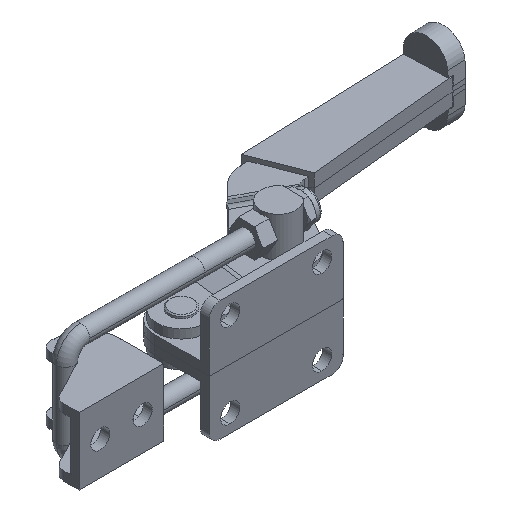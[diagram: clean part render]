
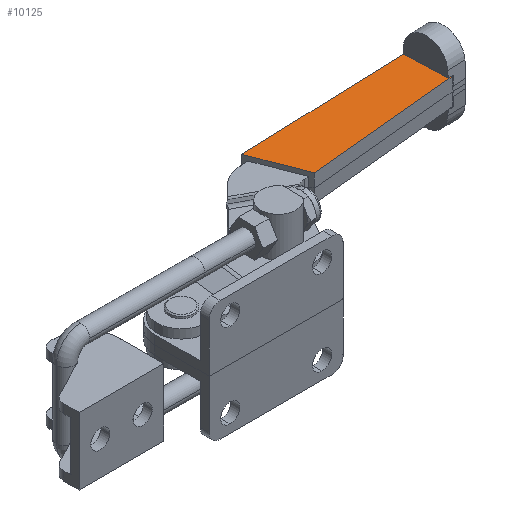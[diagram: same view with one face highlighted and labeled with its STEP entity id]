
A CAD part, isometric view. The second image highlights one B-rep face of the part: STEP entity #10125.
In plain terms, the highlighted planar face has unit normal (0, 0, 1).
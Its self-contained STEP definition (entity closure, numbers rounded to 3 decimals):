
#214 = LINE ( 'NONE', #8527, #2439 ) ;
#444 = EDGE_CURVE ( 'NONE', #4061, #5841, #8193, .T. ) ;
#451 = PLANE ( 'NONE',  #1313 ) ;
#635 = DIRECTION ( 'NONE',  ( -0.999, -0.037, 0. ) ) ;
#786 = EDGE_CURVE ( 'NONE', #5841, #965, #6158, .T. ) ;
#965 = VERTEX_POINT ( 'NONE', #3240 ) ;
#966 = CARTESIAN_POINT ( 'NONE',  ( 165.862, 56.134, 6. ) ) ;
#1019 = DIRECTION ( 'NONE',  ( 0.361, -0.933, 0. ) ) ;
#1131 = EDGE_CURVE ( 'NONE', #3202, #8547, #3469, .T. ) ;
#1313 = AXIS2_PLACEMENT_3D ( 'NONE', #4719, #10738, #5579 ) ;
#1382 = VECTOR ( 'NONE', #635, 1000. ) ;
#2094 = DIRECTION ( 'NONE',  ( -0.036, 0.999, 0. ) ) ;
#2439 = VECTOR ( 'NONE', #4226, 1000. ) ;
#3202 = VERTEX_POINT ( 'NONE', #966 ) ;
#3240 = CARTESIAN_POINT ( 'NONE',  ( 96.91, 49.566, 6. ) ) ;
#3469 = LINE ( 'NONE', #8209, #4270 ) ;
#3541 = ORIENTED_EDGE ( 'NONE', *, *, #5398, .F. ) ;
#4061 = VERTEX_POINT ( 'NONE', #10019 ) ;
#4226 = DIRECTION ( 'NONE',  ( 0.999, 0.036, 0. ) ) ;
#4270 = VECTOR ( 'NONE', #10221, 1000. ) ;
#4441 = CARTESIAN_POINT ( 'NONE',  ( 87.806, 73.075, 6. ) ) ;
#4719 = CARTESIAN_POINT ( 'NONE',  ( 165.156, 75.922, 6. ) ) ;
#4905 = ORIENTED_EDGE ( 'NONE', *, *, #444, .T. ) ;
#4969 = VECTOR ( 'NONE', #9490, 1000. ) ;
#5197 = ORIENTED_EDGE ( 'NONE', *, *, #786, .T. ) ;
#5398 = EDGE_CURVE ( 'NONE', #10944, #8547, #214, .T. ) ;
#5579 = DIRECTION ( 'NONE',  ( 0.993, -0.121, 0. ) ) ;
#5841 = VERTEX_POINT ( 'NONE', #8394 ) ;
#6158 = LINE ( 'NONE', #4441, #8179 ) ;
#6594 = CARTESIAN_POINT ( 'NONE',  ( 165.156, 75.922, 6. ) ) ;
#7219 = CARTESIAN_POINT ( 'NONE',  ( 163.168, 75.851, 6. ) ) ;
#7242 = ORIENTED_EDGE ( 'NONE', *, *, #8615, .T. ) ;
#7272 = EDGE_CURVE ( 'NONE', #10944, #4061, #8319, .T. ) ;
#8179 = VECTOR ( 'NONE', #1019, 1000. ) ;
#8193 = LINE ( 'NONE', #6594, #1382 ) ;
#8209 = CARTESIAN_POINT ( 'NONE',  ( 165.862, 56.134, 6. ) ) ;
#8319 = LINE ( 'NONE', #7219, #10360 ) ;
#8394 = CARTESIAN_POINT ( 'NONE',  ( 87.806, 73.075, 6. ) ) ;
#8527 = CARTESIAN_POINT ( 'NONE',  ( 165.854, 56.369, 6. ) ) ;
#8547 = VERTEX_POINT ( 'NONE', #9450 ) ;
#8615 = EDGE_CURVE ( 'NONE', #965, #3202, #9563, .T. ) ;
#9282 = ORIENTED_EDGE ( 'NONE', *, *, #1131, .T. ) ;
#9322 = CARTESIAN_POINT ( 'NONE',  ( 163.865, 56.298, 6. ) ) ;
#9450 = CARTESIAN_POINT ( 'NONE',  ( 165.854, 56.369, 6. ) ) ;
#9490 = DIRECTION ( 'NONE',  ( 0.995, 0.095, 0. ) ) ;
#9563 = LINE ( 'NONE', #10369, #4969 ) ;
#10019 = CARTESIAN_POINT ( 'NONE',  ( 163.168, 75.849, 6. ) ) ;
#10125 = ADVANCED_FACE ( 'NONE', ( #10222 ), #451, .T. ) ;
#10221 = DIRECTION ( 'NONE',  ( -0.036, 0.999, 0. ) ) ;
#10222 = FACE_OUTER_BOUND ( 'NONE', #10254, .T. ) ;
#10254 = EDGE_LOOP ( 'NONE', ( #3541, #10638, #4905, #5197, #7242, #9282 ) ) ;
#10360 = VECTOR ( 'NONE', #2094, 1000. ) ;
#10369 = CARTESIAN_POINT ( 'NONE',  ( 96.91, 49.566, 6. ) ) ;
#10638 = ORIENTED_EDGE ( 'NONE', *, *, #7272, .T. ) ;
#10738 = DIRECTION ( 'NONE',  ( 0., 0., 1. ) ) ;
#10944 = VERTEX_POINT ( 'NONE', #9322 ) ;
